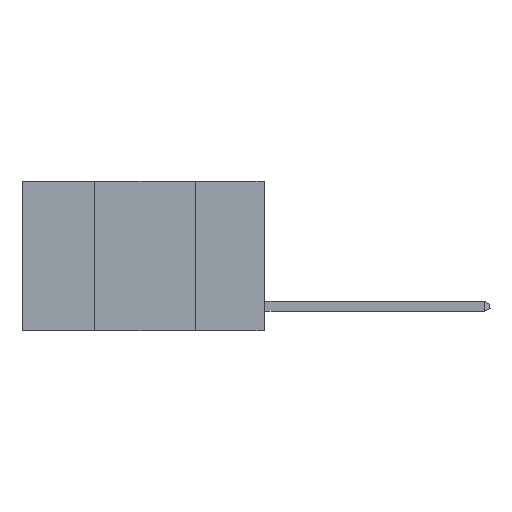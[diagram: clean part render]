
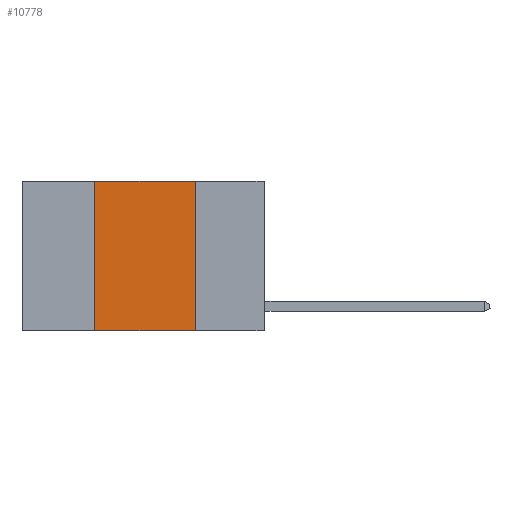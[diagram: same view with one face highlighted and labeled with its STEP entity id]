
A CAD part, left-side view. The second image highlights one B-rep face of the part: STEP entity #10778.
In plain terms, the highlighted planar face has unit normal (-1, 0, 0).
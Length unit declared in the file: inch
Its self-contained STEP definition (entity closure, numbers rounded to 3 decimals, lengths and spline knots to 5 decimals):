
#149 = CARTESIAN_POINT ( 'NONE',  ( 0., 0.42, -0.37 ) ) ;
#273 = EDGE_CURVE ( 'NONE', #11269, #8754, #9805, .T. ) ;
#505 = DIRECTION ( 'NONE',  ( 0., 0., -1. ) ) ;
#851 = DIRECTION ( 'NONE',  ( 0., 0., -1. ) ) ;
#1036 = DIRECTION ( 'NONE',  ( 0., -1., 0. ) ) ;
#1235 = EDGE_LOOP ( 'NONE', ( #2918, #14658, #4947, #6113 ) ) ;
#1985 = LINE ( 'NONE', #7251, #12397 ) ;
#2102 = VECTOR ( 'NONE', #505, 39.37008 ) ;
#2497 = AXIS2_PLACEMENT_3D ( 'NONE', #7354, #6070, #851 ) ;
#2918 = ORIENTED_EDGE ( 'NONE', *, *, #273, .F. ) ;
#4947 = ORIENTED_EDGE ( 'NONE', *, *, #12801, .F. ) ;
#5626 = DIRECTION ( 'NONE',  ( 0., -1., 0. ) ) ;
#6070 = DIRECTION ( 'NONE',  ( 1., 0., 0. ) ) ;
#6113 = ORIENTED_EDGE ( 'NONE', *, *, #12937, .T. ) ;
#6400 = CARTESIAN_POINT ( 'NONE',  ( 0., 0.42, 0. ) ) ;
#7251 = CARTESIAN_POINT ( 'NONE',  ( 0., 0.6, -0.37 ) ) ;
#7354 = CARTESIAN_POINT ( 'NONE',  ( 0., 0.6, 0. ) ) ;
#7469 = CARTESIAN_POINT ( 'NONE',  ( 0., 0.6, 0. ) ) ;
#8268 = CARTESIAN_POINT ( 'NONE',  ( 0., 0.17, 0. ) ) ;
#8719 = EDGE_CURVE ( 'NONE', #10937, #11269, #16451, .T. ) ;
#8754 = VERTEX_POINT ( 'NONE', #8898 ) ;
#8898 = CARTESIAN_POINT ( 'NONE',  ( 0., 0.17, -0.37 ) ) ;
#9805 = LINE ( 'NONE', #8268, #2102 ) ;
#10473 = CARTESIAN_POINT ( 'NONE',  ( 0., 0.42, 0. ) ) ;
#10778 = ADVANCED_FACE ( 'NONE', ( #12088 ), #15068, .F. ) ;
#10937 = VERTEX_POINT ( 'NONE', #6400 ) ;
#11269 = VERTEX_POINT ( 'NONE', #16545 ) ;
#11743 = LINE ( 'NONE', #10473, #14008 ) ;
#12088 = FACE_OUTER_BOUND ( 'NONE', #1235, .T. ) ;
#12397 = VECTOR ( 'NONE', #5626, 39.37008 ) ;
#12801 = EDGE_CURVE ( 'NONE', #16116, #10937, #11743, .T. ) ;
#12937 = EDGE_CURVE ( 'NONE', #16116, #8754, #1985, .T. ) ;
#14008 = VECTOR ( 'NONE', #15650, 39.37008 ) ;
#14102 = VECTOR ( 'NONE', #1036, 39.37008 ) ;
#14658 = ORIENTED_EDGE ( 'NONE', *, *, #8719, .F. ) ;
#15068 = PLANE ( 'NONE',  #2497 ) ;
#15650 = DIRECTION ( 'NONE',  ( 0., 0., 1. ) ) ;
#16116 = VERTEX_POINT ( 'NONE', #149 ) ;
#16451 = LINE ( 'NONE', #7469, #14102 ) ;
#16545 = CARTESIAN_POINT ( 'NONE',  ( 0., 0.17, 0. ) ) ;
